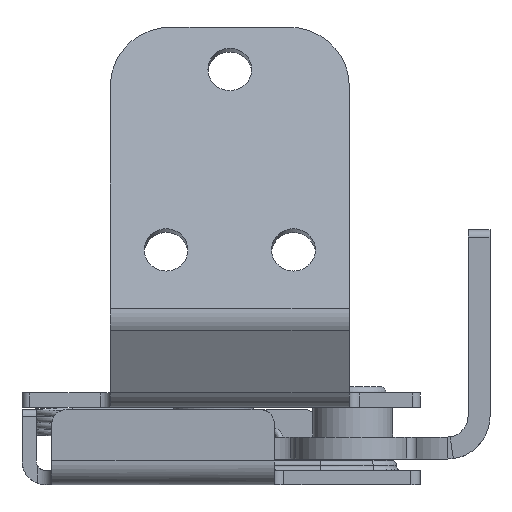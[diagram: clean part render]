
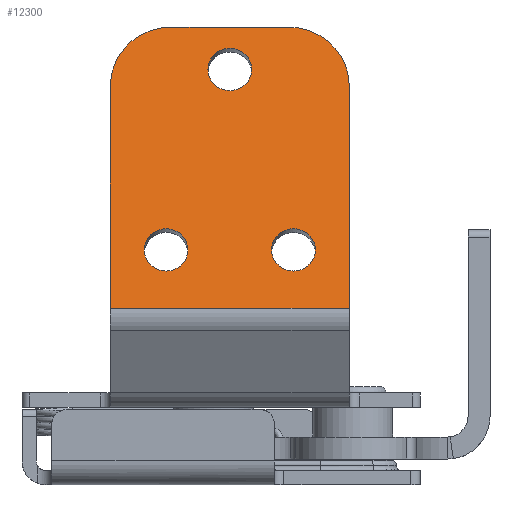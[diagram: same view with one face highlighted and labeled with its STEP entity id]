
A CAD part, front view. The second image highlights one B-rep face of the part: STEP entity #12300.
In plain terms, the highlighted planar face has unit normal (0, -0.966, 0.259).
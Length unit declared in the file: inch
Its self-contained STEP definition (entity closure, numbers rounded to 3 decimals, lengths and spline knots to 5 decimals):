
#157=FACE_BOUND('',#1721,.T.);
#158=FACE_BOUND('',#1722,.T.);
#159=FACE_BOUND('',#1723,.T.);
#338=PLANE('',#13251);
#1058=FACE_OUTER_BOUND('',#1720,.T.);
#1720=EDGE_LOOP('',(#9146,#9147,#9148,#9149,#9150,#9151));
#1721=EDGE_LOOP('',(#9152));
#1722=EDGE_LOOP('',(#9153));
#1723=EDGE_LOOP('',(#9154));
#2390=CIRCLE('',#13218,0.1375);
#2393=CIRCLE('',#13222,0.1375);
#2396=CIRCLE('',#13226,0.1375);
#2398=CIRCLE('',#13229,0.38);
#2401=CIRCLE('',#13235,0.38);
#2913=LINE('',#21320,#4090);
#2915=LINE('',#21330,#4092);
#2920=LINE('',#21341,#4097);
#2930=LINE('',#21372,#4107);
#4090=VECTOR('',#15056,0.3937);
#4092=VECTOR('',#15066,0.3937);
#4097=VECTOR('',#15077,0.3937);
#4107=VECTOR('',#15109,0.3937);
#5350=VERTEX_POINT('',#21278);
#5353=VERTEX_POINT('',#21286);
#5356=VERTEX_POINT('',#21294);
#5357=VERTEX_POINT('',#21299);
#5358=VERTEX_POINT('',#21300);
#5365=VERTEX_POINT('',#21318);
#5366=VERTEX_POINT('',#21322);
#5367=VERTEX_POINT('',#21326);
#5369=VERTEX_POINT('',#21329);
#6729=EDGE_CURVE('',#5350,#5350,#2390,.T.);
#6733=EDGE_CURVE('',#5353,#5353,#2393,.T.);
#6737=EDGE_CURVE('',#5356,#5356,#2396,.T.);
#6739=EDGE_CURVE('',#5357,#5358,#2398,.T.);
#6749=EDGE_CURVE('',#5365,#5358,#2913,.T.);
#6750=EDGE_CURVE('',#5365,#5366,#2401,.T.);
#6753=EDGE_CURVE('',#5369,#5367,#2915,.T.);
#6759=EDGE_CURVE('',#5357,#5367,#2920,.T.);
#6775=EDGE_CURVE('',#5366,#5369,#2930,.T.);
#9146=ORIENTED_EDGE('',*,*,#6739,.T.);
#9147=ORIENTED_EDGE('',*,*,#6749,.F.);
#9148=ORIENTED_EDGE('',*,*,#6750,.T.);
#9149=ORIENTED_EDGE('',*,*,#6775,.T.);
#9150=ORIENTED_EDGE('',*,*,#6753,.T.);
#9151=ORIENTED_EDGE('',*,*,#6759,.F.);
#9152=ORIENTED_EDGE('',*,*,#6729,.F.);
#9153=ORIENTED_EDGE('',*,*,#6733,.F.);
#9154=ORIENTED_EDGE('',*,*,#6737,.F.);
#12300=ADVANCED_FACE('',(#1058,#157,#158,#159),#338,.F.);
#13218=AXIS2_PLACEMENT_3D('',#21280,#15015,#15016);
#13222=AXIS2_PLACEMENT_3D('',#21288,#15024,#15025);
#13226=AXIS2_PLACEMENT_3D('',#21296,#15033,#15034);
#13229=AXIS2_PLACEMENT_3D('',#21301,#15039,#15040);
#13235=AXIS2_PLACEMENT_3D('',#21323,#15059,#15060);
#13251=AXIS2_PLACEMENT_3D('',#21371,#15107,#15108);
#15015=DIRECTION('center_axis',(0.,-0.966,
0.259));
#15016=DIRECTION('ref_axis',(1.,0.,0.));
#15024=DIRECTION('center_axis',(0.,-0.966,
0.259));
#15025=DIRECTION('ref_axis',(1.,0.,0.));
#15033=DIRECTION('center_axis',(0.,-0.966,
0.259));
#15034=DIRECTION('ref_axis',(1.,0.,0.));
#15039=DIRECTION('center_axis',(0.,-0.966,
0.259));
#15040=DIRECTION('ref_axis',(0.707,0.183,0.683));
#15056=DIRECTION('',(1.,0.,0.));
#15059=DIRECTION('center_axis',(0.,-0.966,
0.259));
#15060=DIRECTION('ref_axis',(-0.707,0.183,0.683));
#15066=DIRECTION('',(1.,0.,0.));
#15077=DIRECTION('',(0.,-0.259,-0.966));
#15107=DIRECTION('center_axis',(0.,0.966,
-0.259));
#15108=DIRECTION('ref_axis',(0.,0.259,0.966));
#15109=DIRECTION('',(0.,-0.259,-0.966));
#21278=CARTESIAN_POINT('',(0.3655,-1.0159,1.3857));
#21280=CARTESIAN_POINT('Origin',(0.503,-1.0159,1.3857));
#21286=CARTESIAN_POINT('',(-0.4345,-1.0159,1.3857));
#21288=CARTESIAN_POINT('Origin',(-0.297,-1.0159,1.3857));
#21294=CARTESIAN_POINT('',(-0.0345,-0.71231,2.51873));
#21296=CARTESIAN_POINT('Origin',(0.103,-0.71231,2.51873));
#21299=CARTESIAN_POINT('',(0.853,-0.73949,2.41731));
#21300=CARTESIAN_POINT('',(0.473,-0.64114,2.78436));
#21301=CARTESIAN_POINT('Origin',(0.473,-0.73949,2.41731));
#21318=CARTESIAN_POINT('',(-0.267,-0.64114,2.78436));
#21320=CARTESIAN_POINT('',(-0.647,-0.64114,2.78436));
#21322=CARTESIAN_POINT('',(-0.647,-0.73949,2.41731));
#21323=CARTESIAN_POINT('Origin',(-0.267,-0.73949,2.41731));
#21326=CARTESIAN_POINT('',(0.853,-1.11447,1.01783));
#21329=CARTESIAN_POINT('',(-0.647,-1.11447,1.01783));
#21330=CARTESIAN_POINT('',(-0.647,-1.11447,1.01783));
#21341=CARTESIAN_POINT('',(0.853,-0.79711,2.20225));
#21371=CARTESIAN_POINT('Origin',(-0.647,-0.64114,
2.78436));
#21372=CARTESIAN_POINT('',(-0.647,-0.64114,2.78436));
